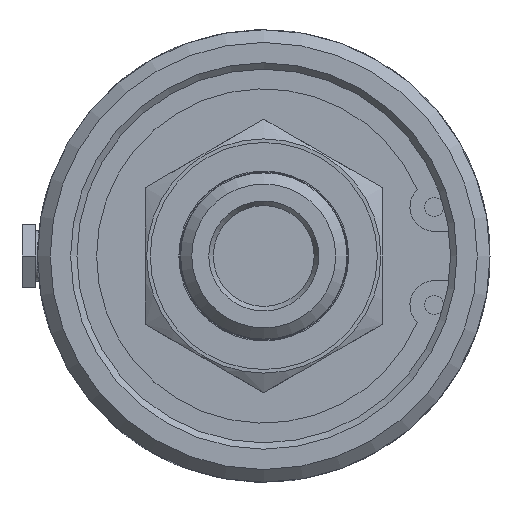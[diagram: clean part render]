
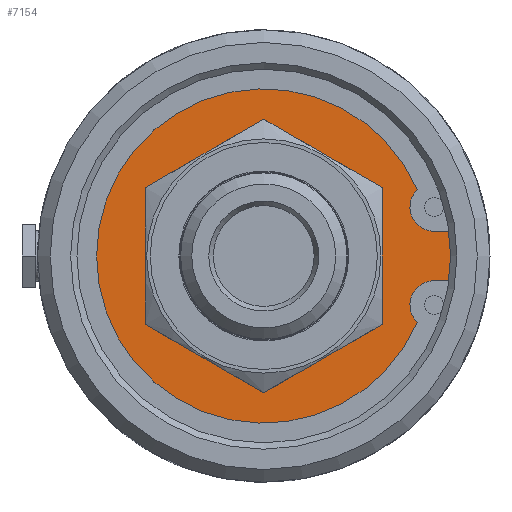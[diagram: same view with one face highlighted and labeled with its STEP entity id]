
A CAD part, left-side view. The second image highlights one B-rep face of the part: STEP entity #7154.
In plain terms, the highlighted planar face has unit normal (-1, 0, 0).
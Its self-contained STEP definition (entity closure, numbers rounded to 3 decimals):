
#101=FACE_BOUND('',#2521,.T.);
#841=LINE('',#45898,#1252);
#846=LINE('',#45916,#1257);
#1252=VECTOR('',#8846,10.);
#1257=VECTOR('',#8861,10.);
#1436=PLANE('',#7704);
#1616=CIRCLE('',#7585,3.048);
#1617=CIRCLE('',#7587,3.048);
#1618=CIRCLE('',#7589,21.057);
#1652=CIRCLE('',#7651,13.9);
#1653=CIRCLE('',#7652,13.9);
#1681=CIRCLE('',#7705,25.375);
#2072=FACE_OUTER_BOUND('',#2520,.T.);
#2520=EDGE_LOOP('',(#6559,#6560,#6561,#6562,#6563,#6564));
#2521=EDGE_LOOP('',(#6565,#6566));
#3443=VERTEX_POINT('',#45895);
#3444=VERTEX_POINT('',#45897);
#3448=VERTEX_POINT('',#45913);
#3449=VERTEX_POINT('',#45915);
#3450=VERTEX_POINT('',#45919);
#3451=VERTEX_POINT('',#45923);
#3497=VERTEX_POINT('',#46111);
#3498=VERTEX_POINT('',#46112);
#4417=EDGE_CURVE('',#3444,#3443,#841,.T.);
#4425=EDGE_CURVE('',#3449,#3448,#846,.T.);
#4427=EDGE_CURVE('',#3450,#3444,#1616,.T.);
#4429=EDGE_CURVE('',#3448,#3451,#1617,.T.);
#4431=EDGE_CURVE('',#3451,#3450,#1618,.T.);
#4497=EDGE_CURVE('',#3497,#3498,#1652,.T.);
#4498=EDGE_CURVE('',#3498,#3497,#1653,.T.);
#4548=EDGE_CURVE('',#3443,#3449,#1681,.T.);
#6559=ORIENTED_EDGE('',*,*,#4417,.T.);
#6560=ORIENTED_EDGE('',*,*,#4548,.T.);
#6561=ORIENTED_EDGE('',*,*,#4425,.T.);
#6562=ORIENTED_EDGE('',*,*,#4429,.T.);
#6563=ORIENTED_EDGE('',*,*,#4431,.T.);
#6564=ORIENTED_EDGE('',*,*,#4427,.T.);
#6565=ORIENTED_EDGE('',*,*,#4497,.T.);
#6566=ORIENTED_EDGE('',*,*,#4498,.T.);
#7154=ADVANCED_FACE('',(#2072,#101),#1436,.F.);
#7585=AXIS2_PLACEMENT_3D('',#45920,#8865,#8866);
#7587=AXIS2_PLACEMENT_3D('',#45924,#8870,#8871);
#7589=AXIS2_PLACEMENT_3D('',#45927,#8875,#8876);
#7651=AXIS2_PLACEMENT_3D('',#46113,#9016,#9017);
#7652=AXIS2_PLACEMENT_3D('',#46114,#9018,#9019);
#7704=AXIS2_PLACEMENT_3D('',#46300,#9140,#9141);
#7705=AXIS2_PLACEMENT_3D('',#46301,#9142,#9143);
#8846=DIRECTION('',(0.,-1.,0.));
#8861=DIRECTION('',(0.,1.,0.));
#8865=DIRECTION('center_axis',(1.,0.,0.));
#8866=DIRECTION('ref_axis',(0.,0.,1.));
#8870=DIRECTION('center_axis',(1.,0.,0.));
#8871=DIRECTION('ref_axis',(0.,-0.961,0.276));
#8875=DIRECTION('center_axis',(-1.,0.,0.));
#8876=DIRECTION('ref_axis',(0.,0.,-1.));
#9016=DIRECTION('center_axis',(1.,0.,0.));
#9017=DIRECTION('ref_axis',(0.,1.,0.));
#9018=DIRECTION('center_axis',(1.,0.,0.));
#9019=DIRECTION('ref_axis',(0.,1.,0.));
#9140=DIRECTION('center_axis',(1.,0.,0.));
#9141=DIRECTION('ref_axis',(0.,0.,-1.));
#9142=DIRECTION('center_axis',(-1.,0.,0.));
#9143=DIRECTION('ref_axis',(0.,1.,0.));
#45895=CARTESIAN_POINT('',(3.978,-25.184,-3.112));
#45897=CARTESIAN_POINT('',(3.978,-21.461,-3.112));
#45898=CARTESIAN_POINT('',(3.978,-3.137,-3.112));
#45913=CARTESIAN_POINT('',(3.978,-21.461,3.112));
#45915=CARTESIAN_POINT('',(3.978,-25.184,3.112));
#45916=CARTESIAN_POINT('',(3.978,-1.275,3.112));
#45919=CARTESIAN_POINT('',(3.978,-19.334,-8.343));
#45920=CARTESIAN_POINT('Origin',(3.978,-21.461,-6.16));
#45923=CARTESIAN_POINT('',(3.978,-19.334,8.343));
#45924=CARTESIAN_POINT('Origin',(3.978,-21.461,6.16));
#45927=CARTESIAN_POINT('Origin',(3.978,0.,0.));
#46111=CARTESIAN_POINT('',(3.978,13.9,0.));
#46112=CARTESIAN_POINT('',(3.978,-13.9,0.));
#46113=CARTESIAN_POINT('Origin',(3.978,0.,0.));
#46114=CARTESIAN_POINT('Origin',(3.978,0.,0.));
#46300=CARTESIAN_POINT('Origin',(3.978,18.91,0.));
#46301=CARTESIAN_POINT('Origin',(3.978,0.,0.));
